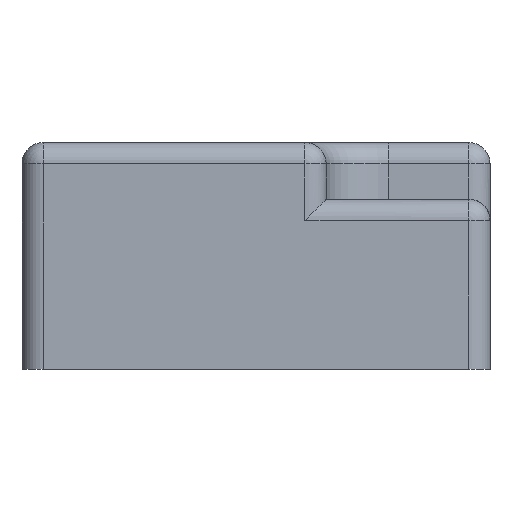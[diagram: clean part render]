
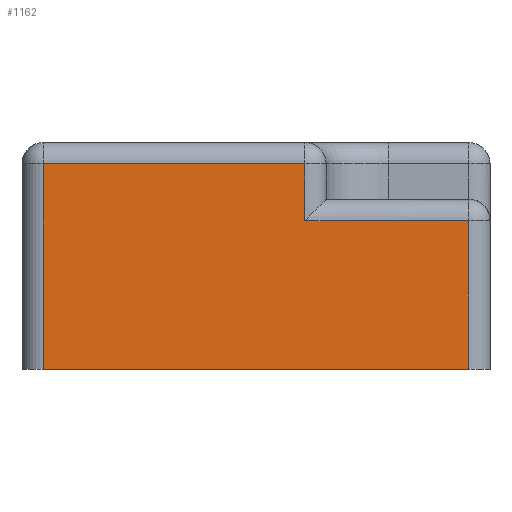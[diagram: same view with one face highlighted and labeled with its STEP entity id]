
A CAD part, front view. The second image highlights one B-rep face of the part: STEP entity #1162.
In plain terms, the highlighted planar face has unit normal (0, -1, 0).
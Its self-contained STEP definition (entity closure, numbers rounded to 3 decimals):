
#390 = DIRECTION ( 'NONE',  ( 0., 0., 1. ) ) ;
#391 = VECTOR ( 'NONE', #390, 1000. ) ;
#392 = CARTESIAN_POINT ( 'NONE',  ( 31.5, 0., 16. ) ) ;
#393 = LINE ( 'NONE', #392, #391 ) ;
#394 = DIRECTION ( 'NONE',  ( 0., 0., -1. ) ) ;
#395 = VECTOR ( 'NONE', #394, 1000. ) ;
#396 = CARTESIAN_POINT ( 'NONE',  ( 1.5, 0., 16. ) ) ;
#397 = LINE ( 'NONE', #396, #395 ) ;
#398 = CARTESIAN_POINT ( 'NONE',  ( 1.5, 0., 14.5 ) ) ;
#432 = CARTESIAN_POINT ( 'NONE',  ( 19.95, 0., 14.5 ) ) ;
#433 = DIRECTION ( 'NONE',  ( -1., 0., 0. ) ) ;
#434 = VECTOR ( 'NONE', #433, 1000. ) ;
#435 = CARTESIAN_POINT ( 'NONE',  ( 0., 0., 14.5 ) ) ;
#436 = LINE ( 'NONE', #435, #434 ) ;
#437 = DIRECTION ( 'NONE',  ( 0., 0., 1. ) ) ;
#438 = DIRECTION ( 'NONE',  ( 0., 1., 0. ) ) ;
#439 = CARTESIAN_POINT ( 'NONE',  ( 0., 0., 16. ) ) ;
#440 = AXIS2_PLACEMENT_3D ( 'NONE', #439, #438, #437 ) ;
#441 = PLANE ( 'NONE',  #440 ) ;
#442 = FACE_OUTER_BOUND ( 'NONE', #877, .T. ) ;
#484 = DIRECTION ( 'NONE',  ( 0., 0., 1. ) ) ;
#485 = VECTOR ( 'NONE', #484, 1000. ) ;
#486 = CARTESIAN_POINT ( 'NONE',  ( 19.95, 0., 16. ) ) ;
#487 = LINE ( 'NONE', #486, #485 ) ;
#488 = CARTESIAN_POINT ( 'NONE',  ( 19.95, 0., 10.5 ) ) ;
#489 = DIRECTION ( 'NONE',  ( -1., 0., 0. ) ) ;
#490 = VECTOR ( 'NONE', #489, 1000. ) ;
#491 = CARTESIAN_POINT ( 'NONE',  ( 0., 0., 10.5 ) ) ;
#492 = LINE ( 'NONE', #491, #490 ) ;
#834 = VERTEX_POINT ( 'NONE', #1372 ) ;
#837 = EDGE_CURVE ( 'NONE', #841, #834, #1418, .T. ) ;
#841 = VERTEX_POINT ( 'NONE', #1421 ) ;
#874 = VERTEX_POINT ( 'NONE', #1455 ) ;
#877 = EDGE_LOOP ( 'NONE', ( #1163, #1115, #1117, #1118, #1169, #1173 ) ) ;
#1114 = VERTEX_POINT ( 'NONE', #398 ) ;
#1115 = ORIENTED_EDGE ( 'NONE', *, *, #1116, .T. ) ;
#1116 = EDGE_CURVE ( 'NONE', #1114, #841, #397, .T. ) ;
#1117 = ORIENTED_EDGE ( 'NONE', *, *, #837, .T. ) ;
#1118 = ORIENTED_EDGE ( 'NONE', *, *, #1119, .T. ) ;
#1119 = EDGE_CURVE ( 'NONE', #834, #874, #393, .T. ) ;
#1162 = ADVANCED_FACE ( 'NONE', ( #442 ), #441, .F. ) ;
#1163 = ORIENTED_EDGE ( 'NONE', *, *, #1164, .T. ) ;
#1164 = EDGE_CURVE ( 'NONE', #1165, #1114, #436, .T. ) ;
#1165 = VERTEX_POINT ( 'NONE', #432 ) ;
#1169 = ORIENTED_EDGE ( 'NONE', *, *, #1170, .T. ) ;
#1170 = EDGE_CURVE ( 'NONE', #874, #1171, #492, .T. ) ;
#1171 = VERTEX_POINT ( 'NONE', #488 ) ;
#1173 = ORIENTED_EDGE ( 'NONE', *, *, #1174, .T. ) ;
#1174 = EDGE_CURVE ( 'NONE', #1171, #1165, #487, .T. ) ;
#1372 = CARTESIAN_POINT ( 'NONE',  ( 31.5, 0., 0. ) ) ;
#1415 = DIRECTION ( 'NONE',  ( 1., 0., 0. ) ) ;
#1416 = VECTOR ( 'NONE', #1415, 1000. ) ;
#1417 = CARTESIAN_POINT ( 'NONE',  ( 0., 0., 0. ) ) ;
#1418 = LINE ( 'NONE', #1417, #1416 ) ;
#1421 = CARTESIAN_POINT ( 'NONE',  ( 1.5, 0., 0. ) ) ;
#1455 = CARTESIAN_POINT ( 'NONE',  ( 31.5, 0., 10.5 ) ) ;
